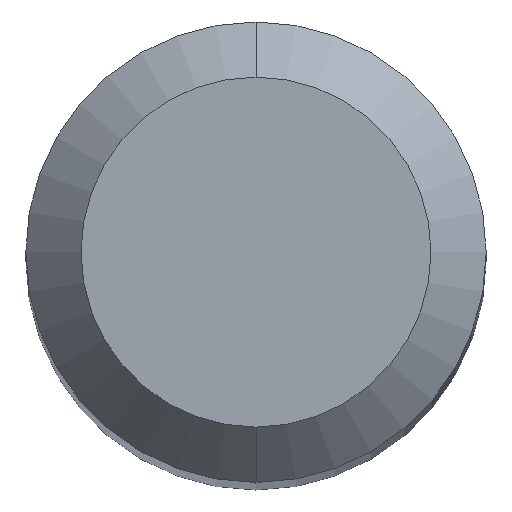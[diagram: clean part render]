
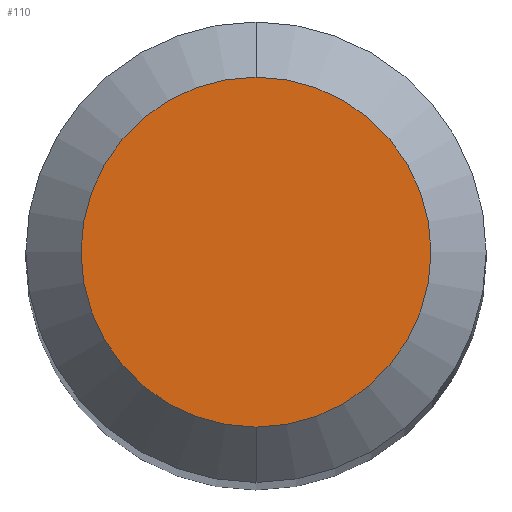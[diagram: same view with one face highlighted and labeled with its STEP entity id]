
A CAD part, top view. The second image highlights one B-rep face of the part: STEP entity #110.
In plain terms, the highlighted planar face has unit normal (0, 0, 1).
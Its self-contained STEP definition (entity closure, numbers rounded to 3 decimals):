
#30 = EDGE_LOOP ( 'NONE', ( #95, #187 ) ) ;
#34 = DIRECTION ( 'NONE',  ( 0., 0., -1. ) ) ;
#57 = DIRECTION ( 'NONE',  ( 0., 0., -1. ) ) ;
#82 = PLANE ( 'NONE',  #237 ) ;
#88 = AXIS2_PLACEMENT_3D ( 'NONE', #279, #105, #236 ) ;
#95 = ORIENTED_EDGE ( 'NONE', *, *, #158, .F. ) ;
#103 = CARTESIAN_POINT ( 'NONE',  ( 0., 1.9, 50. ) ) ;
#105 = DIRECTION ( 'NONE',  ( 0., 0., -1. ) ) ;
#110 = ADVANCED_FACE ( 'NONE', ( #149 ), #82, .F. ) ;
#118 = AXIS2_PLACEMENT_3D ( 'NONE', #124, #57, #282 ) ;
#124 = CARTESIAN_POINT ( 'NONE',  ( 0., 0., 50. ) ) ;
#129 = CARTESIAN_POINT ( 'NONE',  ( 0., 0., 50. ) ) ;
#149 = FACE_OUTER_BOUND ( 'NONE', #30, .T. ) ;
#158 = EDGE_CURVE ( 'NONE', #160, #164, #245, .T. ) ;
#160 = VERTEX_POINT ( 'NONE', #103 ) ;
#164 = VERTEX_POINT ( 'NONE', #216 ) ;
#187 = ORIENTED_EDGE ( 'NONE', *, *, #219, .F. ) ;
#197 = CIRCLE ( 'NONE', #88, 1.9 ) ;
#198 = DIRECTION ( 'NONE',  ( 0., 1., 0. ) ) ;
#216 = CARTESIAN_POINT ( 'NONE',  ( 0., -1.9, 50. ) ) ;
#219 = EDGE_CURVE ( 'NONE', #164, #160, #197, .T. ) ;
#236 = DIRECTION ( 'NONE',  ( 0., 1., 0. ) ) ;
#237 = AXIS2_PLACEMENT_3D ( 'NONE', #129, #34, #198 ) ;
#245 = CIRCLE ( 'NONE', #118, 1.9 ) ;
#279 = CARTESIAN_POINT ( 'NONE',  ( 0., 0., 50. ) ) ;
#282 = DIRECTION ( 'NONE',  ( 0., 1., 0. ) ) ;
